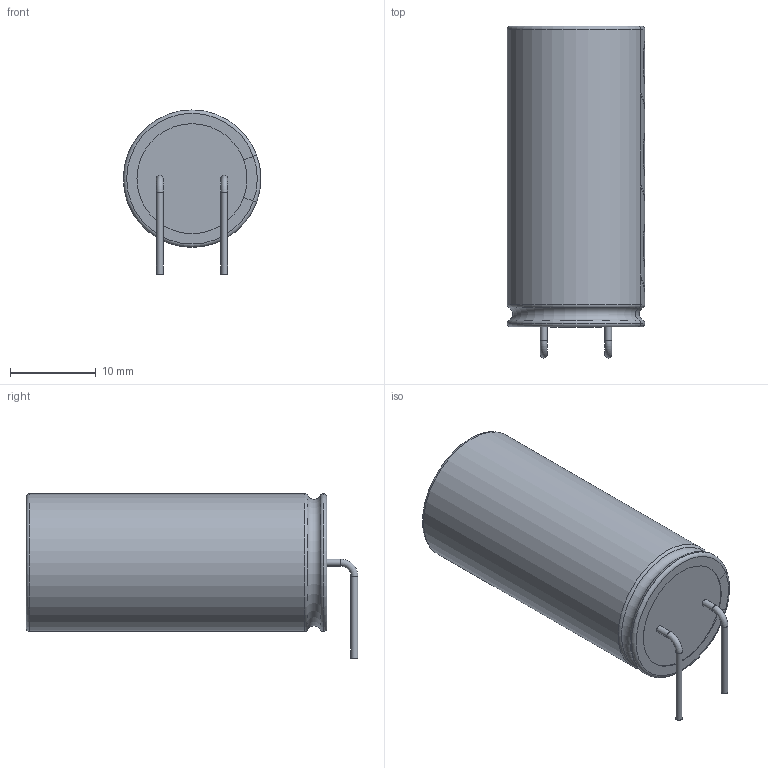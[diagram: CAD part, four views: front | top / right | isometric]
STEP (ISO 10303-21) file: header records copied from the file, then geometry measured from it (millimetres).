
FILE_DESCRIPTION(('STEP AP214'), '1');
FILE_NAME('El_Cap_LA', '', ('UNSPECIFIED'), ('UNSPECIFIED'), 'ASCON STEP Converter 1.6', 'ASCON Math Kernel', '');
FILE_SCHEMA(('AUTOMOTIVE_DESIGN { 1 0 10303 214 3 1 1}'));
Length unit declared in the file: millimetre
Bounding box: 16 x 38.6 x 19.1 mm (x, y, z)
Volume: 6977.6 mm3; surface area: 2243.1 mm2
Topology: 1 solids, 1 shells, 129 faces, 350 edges, 232 vertices
Faces by surface type: plane 71, cylinder 46, torus 12
Full cylindrical faces by diameter (mm): 0.8 x4, 12.8 x1, 15 x1
Entity records: 6019 total; most frequent: CARTESIAN_POINT 1847, ORIENTED_EDGE 684, DIRECTION 594, EDGE_CURVE 342, VERTEX_POINT 232, AXIS2_PLACEMENT_3D 206, LINE 182, VECTOR 182
